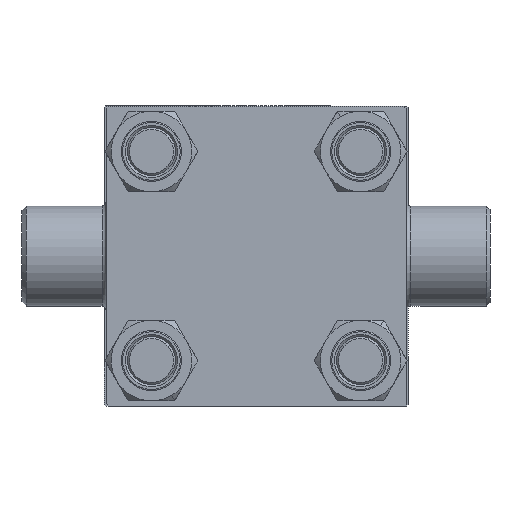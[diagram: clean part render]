
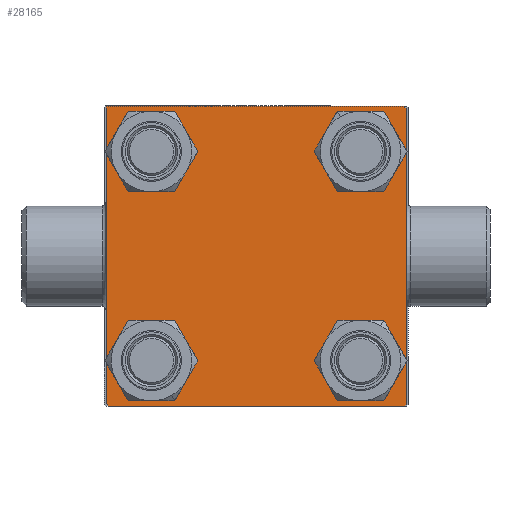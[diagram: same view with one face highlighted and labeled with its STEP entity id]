
A CAD part, left-side view. The second image highlights one B-rep face of the part: STEP entity #28165.
In plain terms, the highlighted planar face has unit normal (-1, 0, 0).
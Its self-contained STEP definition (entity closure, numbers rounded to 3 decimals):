
#183 = VERTEX_POINT ( 'NONE', #912 ) ;
#199 = DIRECTION ( 'NONE',  ( 0., 0.707, 0.707 ) ) ;
#286 = EDGE_CURVE ( 'NONE', #29677, #28812, #18453, .T. ) ;
#316 = FACE_BOUND ( 'NONE', #44267, .T. ) ;
#601 = CARTESIAN_POINT ( 'NONE',  ( 0., 37.5, 37.5 ) ) ;
#686 = VECTOR ( 'NONE', #22128, 1000. ) ;
#912 = CARTESIAN_POINT ( 'NONE',  ( 0., -26.15, -19.65 ) ) ;
#1218 = EDGE_LOOP ( 'NONE', ( #4236, #40356 ) ) ;
#1336 = DIRECTION ( 'NONE',  ( 0., 0., 1. ) ) ;
#1587 = EDGE_CURVE ( 'NONE', #37351, #22211, #29147, .T. ) ;
#2248 = DIRECTION ( 'NONE',  ( 0., 0., 1. ) ) ;
#2323 = VECTOR ( 'NONE', #33154, 1000. ) ;
#3104 = CARTESIAN_POINT ( 'NONE',  ( 0., 37., -37.5 ) ) ;
#3107 = VECTOR ( 'NONE', #33310, 1000. ) ;
#3225 = CARTESIAN_POINT ( 'NONE',  ( 0., 37.25, -37.25 ) ) ;
#3344 = LINE ( 'NONE', #21358, #32182 ) ;
#3405 = EDGE_CURVE ( 'NONE', #18273, #28078, #36244, .T. ) ;
#3607 = DIRECTION ( 'NONE',  ( 1., 0., 0. ) ) ;
#4040 = ORIENTED_EDGE ( 'NONE', *, *, #6551, .T. ) ;
#4052 = FACE_OUTER_BOUND ( 'NONE', #11733, .T. ) ;
#4236 = ORIENTED_EDGE ( 'NONE', *, *, #23179, .T. ) ;
#4262 = ORIENTED_EDGE ( 'NONE', *, *, #286, .T. ) ;
#4300 = CARTESIAN_POINT ( 'NONE',  ( 0., 26.15, 26.15 ) ) ;
#4608 = AXIS2_PLACEMENT_3D ( 'NONE', #38158, #20358, #42125 ) ;
#5457 = LINE ( 'NONE', #33776, #3107 ) ;
#5766 = CARTESIAN_POINT ( 'NONE',  ( 0., 26.15, -26.15 ) ) ;
#5863 = CARTESIAN_POINT ( 'NONE',  ( 0., 37.5, -37.5 ) ) ;
#6551 = EDGE_CURVE ( 'NONE', #9798, #29677, #3344, .T. ) ;
#6783 = CARTESIAN_POINT ( 'NONE',  ( 0., 37.5, -37. ) ) ;
#6916 = CIRCLE ( 'NONE', #39824, 6.5 ) ;
#7206 = VERTEX_POINT ( 'NONE', #27936 ) ;
#7361 = CARTESIAN_POINT ( 'NONE',  ( 0., -37.5, 37. ) ) ;
#7429 = VECTOR ( 'NONE', #199, 1000. ) ;
#7448 = CARTESIAN_POINT ( 'NONE',  ( 0., -37.25, 37.25 ) ) ;
#7565 = FACE_BOUND ( 'NONE', #1218, .T. ) ;
#7846 = LINE ( 'NONE', #601, #686 ) ;
#8023 = DIRECTION ( 'NONE',  ( -1., 0., 0. ) ) ;
#8187 = AXIS2_PLACEMENT_3D ( 'NONE', #15369, #18412, #1336 ) ;
#8478 = EDGE_CURVE ( 'NONE', #28812, #44452, #35297, .T. ) ;
#9254 = VERTEX_POINT ( 'NONE', #22966 ) ;
#9413 = VERTEX_POINT ( 'NONE', #46276 ) ;
#9798 = VERTEX_POINT ( 'NONE', #36866 ) ;
#9940 = CARTESIAN_POINT ( 'NONE',  ( 0., -37., 37.5 ) ) ;
#10742 = CIRCLE ( 'NONE', #12992, 6.5 ) ;
#10848 = CARTESIAN_POINT ( 'NONE',  ( 0., -26.15, 19.65 ) ) ;
#11483 = EDGE_CURVE ( 'NONE', #13833, #9413, #45117, .T. ) ;
#11733 = EDGE_LOOP ( 'NONE', ( #4262, #25234, #36271, #30030, #28959, #35672, #12937, #4040 ) ) ;
#11948 = EDGE_CURVE ( 'NONE', #44452, #13833, #40992, .T. ) ;
#12427 = VECTOR ( 'NONE', #27101, 1000. ) ;
#12651 = DIRECTION ( 'NONE',  ( 0., -1., 0. ) ) ;
#12802 = EDGE_LOOP ( 'NONE', ( #30079, #24446 ) ) ;
#12937 = ORIENTED_EDGE ( 'NONE', *, *, #23239, .F. ) ;
#12992 = AXIS2_PLACEMENT_3D ( 'NONE', #30709, #24606, #27666 ) ;
#13167 = VECTOR ( 'NONE', #12651, 1000. ) ;
#13743 = DIRECTION ( 'NONE',  ( 0., 0., 1. ) ) ;
#13833 = VERTEX_POINT ( 'NONE', #23023 ) ;
#15369 = CARTESIAN_POINT ( 'NONE',  ( 0., -26.15, 26.15 ) ) ;
#17039 = ORIENTED_EDGE ( 'NONE', *, *, #25284, .T. ) ;
#17397 = CARTESIAN_POINT ( 'NONE',  ( 0., 26.15, 26.15 ) ) ;
#17933 = AXIS2_PLACEMENT_3D ( 'NONE', #4300, #3607, #21626 ) ;
#18273 = VERTEX_POINT ( 'NONE', #7361 ) ;
#18412 = DIRECTION ( 'NONE',  ( 1., 0., 0. ) ) ;
#18453 = LINE ( 'NONE', #20081, #25358 ) ;
#19549 = CARTESIAN_POINT ( 'NONE',  ( 0., 26.15, 32.65 ) ) ;
#20034 = DIRECTION ( 'NONE',  ( 1., 0., 0. ) ) ;
#20081 = CARTESIAN_POINT ( 'NONE',  ( 0., 37.5, 37.5 ) ) ;
#20358 = DIRECTION ( 'NONE',  ( 1., 0., 0. ) ) ;
#21358 = CARTESIAN_POINT ( 'NONE',  ( 0., 37.25, 37.25 ) ) ;
#21626 = DIRECTION ( 'NONE',  ( 0., 0., 1. ) ) ;
#21657 = EDGE_LOOP ( 'NONE', ( #22092, #41543 ) ) ;
#22092 = ORIENTED_EDGE ( 'NONE', *, *, #30037, .T. ) ;
#22128 = DIRECTION ( 'NONE',  ( 0., -1., 0. ) ) ;
#22211 = VERTEX_POINT ( 'NONE', #39517 ) ;
#22302 = PLANE ( 'NONE',  #24031 ) ;
#22435 = CARTESIAN_POINT ( 'NONE',  ( 0., -26.15, 26.15 ) ) ;
#22949 = CARTESIAN_POINT ( 'NONE',  ( 0., 37.5, 37. ) ) ;
#22966 = CARTESIAN_POINT ( 'NONE',  ( 0., 26.15, 19.65 ) ) ;
#22971 = DIRECTION ( 'NONE',  ( 0., 0.707, -0.707 ) ) ;
#23023 = CARTESIAN_POINT ( 'NONE',  ( 0., -37., -37.5 ) ) ;
#23179 = EDGE_CURVE ( 'NONE', #183, #45500, #33574, .T. ) ;
#23239 = EDGE_CURVE ( 'NONE', #9798, #28078, #7846, .T. ) ;
#23444 = AXIS2_PLACEMENT_3D ( 'NONE', #5766, #20034, #2248 ) ;
#23660 = VERTEX_POINT ( 'NONE', #45212 ) ;
#24031 = AXIS2_PLACEMENT_3D ( 'NONE', #25346, #8023, #39417 ) ;
#24446 = ORIENTED_EDGE ( 'NONE', *, *, #39196, .T. ) ;
#24606 = DIRECTION ( 'NONE',  ( 1., 0., 0. ) ) ;
#24648 = CIRCLE ( 'NONE', #17933, 6.5 ) ;
#24895 = FACE_BOUND ( 'NONE', #12802, .T. ) ;
#25234 = ORIENTED_EDGE ( 'NONE', *, *, #8478, .T. ) ;
#25284 = EDGE_CURVE ( 'NONE', #40911, #9254, #24648, .T. ) ;
#25346 = CARTESIAN_POINT ( 'NONE',  ( 0., 0., 0. ) ) ;
#25358 = VECTOR ( 'NONE', #38344, 1000. ) ;
#26637 = CARTESIAN_POINT ( 'NONE',  ( 0., -37.25, -37.25 ) ) ;
#26855 = AXIS2_PLACEMENT_3D ( 'NONE', #39242, #28696, #13743 ) ;
#27101 = DIRECTION ( 'NONE',  ( 0., -0.707, 0.707 ) ) ;
#27666 = DIRECTION ( 'NONE',  ( 0., 0., 1. ) ) ;
#27936 = CARTESIAN_POINT ( 'NONE',  ( 0., 26.15, -19.65 ) ) ;
#27938 = DIRECTION ( 'NONE',  ( 0., 0., 1. ) ) ;
#28078 = VERTEX_POINT ( 'NONE', #9940 ) ;
#28165 = ADVANCED_FACE ( 'NONE', ( #28642, #7565, #24895, #316, #4052 ), #22302, .T. ) ;
#28642 = FACE_BOUND ( 'NONE', #21657, .T. ) ;
#28696 = DIRECTION ( 'NONE',  ( 1., 0., 0. ) ) ;
#28812 = VERTEX_POINT ( 'NONE', #6783 ) ;
#28846 = DIRECTION ( 'NONE',  ( 1., 0., 0. ) ) ;
#28959 = ORIENTED_EDGE ( 'NONE', *, *, #29214, .F. ) ;
#29147 = CIRCLE ( 'NONE', #8187, 6.5 ) ;
#29214 = EDGE_CURVE ( 'NONE', #18273, #9413, #5457, .T. ) ;
#29677 = VERTEX_POINT ( 'NONE', #22949 ) ;
#29883 = EDGE_CURVE ( 'NONE', #45500, #183, #40505, .T. ) ;
#30030 = ORIENTED_EDGE ( 'NONE', *, *, #11483, .T. ) ;
#30037 = EDGE_CURVE ( 'NONE', #22211, #37351, #30764, .T. ) ;
#30079 = ORIENTED_EDGE ( 'NONE', *, *, #35079, .T. ) ;
#30709 = CARTESIAN_POINT ( 'NONE',  ( 0., 26.15, -26.15 ) ) ;
#30764 = CIRCLE ( 'NONE', #35261, 6.5 ) ;
#31460 = EDGE_CURVE ( 'NONE', #9254, #40911, #6916, .T. ) ;
#31474 = ORIENTED_EDGE ( 'NONE', *, *, #31460, .T. ) ;
#32182 = VECTOR ( 'NONE', #22971, 1000. ) ;
#33154 = DIRECTION ( 'NONE',  ( 0., -0.707, -0.707 ) ) ;
#33310 = DIRECTION ( 'NONE',  ( 0., 0., -1. ) ) ;
#33574 = CIRCLE ( 'NONE', #26855, 6.5 ) ;
#33776 = CARTESIAN_POINT ( 'NONE',  ( 0., -37.5, 37.5 ) ) ;
#35079 = EDGE_CURVE ( 'NONE', #7206, #23660, #10742, .T. ) ;
#35261 = AXIS2_PLACEMENT_3D ( 'NONE', #22435, #44205, #36486 ) ;
#35297 = LINE ( 'NONE', #3225, #2323 ) ;
#35672 = ORIENTED_EDGE ( 'NONE', *, *, #3405, .T. ) ;
#36244 = LINE ( 'NONE', #7448, #7429 ) ;
#36271 = ORIENTED_EDGE ( 'NONE', *, *, #11948, .T. ) ;
#36486 = DIRECTION ( 'NONE',  ( 0., 0., 1. ) ) ;
#36866 = CARTESIAN_POINT ( 'NONE',  ( 0., 37., 37.5 ) ) ;
#37351 = VERTEX_POINT ( 'NONE', #10848 ) ;
#38158 = CARTESIAN_POINT ( 'NONE',  ( 0., -26.15, -26.15 ) ) ;
#38344 = DIRECTION ( 'NONE',  ( 0., 0., -1. ) ) ;
#39196 = EDGE_CURVE ( 'NONE', #23660, #7206, #45119, .T. ) ;
#39242 = CARTESIAN_POINT ( 'NONE',  ( 0., -26.15, -26.15 ) ) ;
#39417 = DIRECTION ( 'NONE',  ( 0., 0., 1. ) ) ;
#39517 = CARTESIAN_POINT ( 'NONE',  ( 0., -26.15, 32.65 ) ) ;
#39824 = AXIS2_PLACEMENT_3D ( 'NONE', #17397, #28846, #27938 ) ;
#40356 = ORIENTED_EDGE ( 'NONE', *, *, #29883, .T. ) ;
#40505 = CIRCLE ( 'NONE', #4608, 6.5 ) ;
#40911 = VERTEX_POINT ( 'NONE', #19549 ) ;
#40992 = LINE ( 'NONE', #5863, #13167 ) ;
#41543 = ORIENTED_EDGE ( 'NONE', *, *, #1587, .T. ) ;
#42125 = DIRECTION ( 'NONE',  ( 0., 0., 1. ) ) ;
#44205 = DIRECTION ( 'NONE',  ( 1., 0., 0. ) ) ;
#44267 = EDGE_LOOP ( 'NONE', ( #17039, #31474 ) ) ;
#44452 = VERTEX_POINT ( 'NONE', #3104 ) ;
#44954 = CARTESIAN_POINT ( 'NONE',  ( 0., -26.15, -32.65 ) ) ;
#45117 = LINE ( 'NONE', #26637, #12427 ) ;
#45119 = CIRCLE ( 'NONE', #23444, 6.5 ) ;
#45212 = CARTESIAN_POINT ( 'NONE',  ( 0., 26.15, -32.65 ) ) ;
#45500 = VERTEX_POINT ( 'NONE', #44954 ) ;
#46276 = CARTESIAN_POINT ( 'NONE',  ( 0., -37.5, -37. ) ) ;
